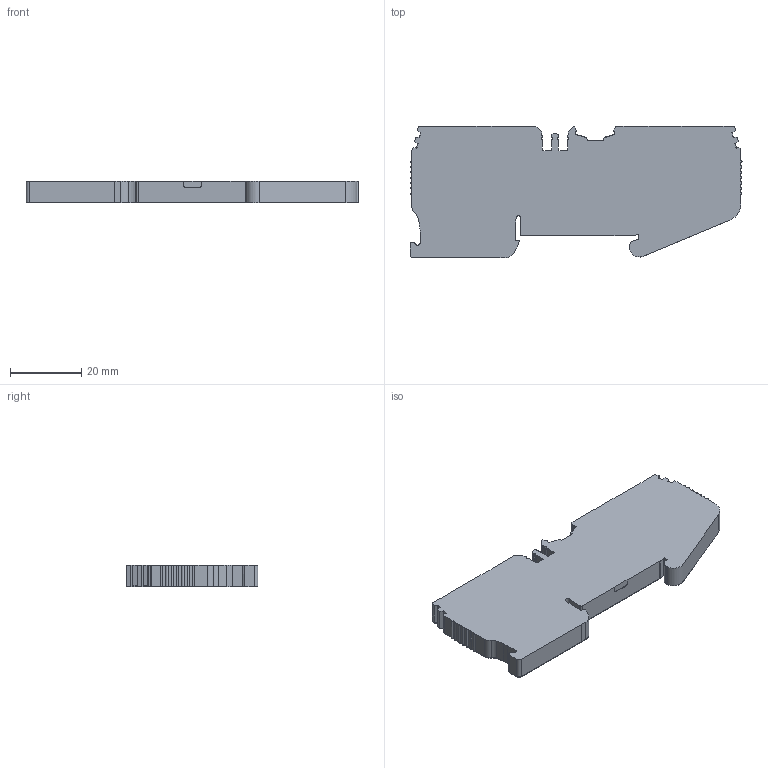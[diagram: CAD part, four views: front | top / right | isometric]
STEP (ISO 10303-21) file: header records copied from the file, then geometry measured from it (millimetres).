
FILE_DESCRIPTION (( 'STEP AP214' ), '1' );
FILE_NAME ('SRD_4C.STP', '2018-12-10T08:43:57', ( '' ), ( '' ), 'SwSTEP 2.0', 'SolidWorks 2019', '' );
FILE_SCHEMA (( 'AUTOMOTIVE_DESIGN' ));
Length unit declared in the file: millimetre
Products named in the file (1): SRD_4C
Bounding box: 93.3 x 37.07 x 6.15 mm (x, y, z)
Volume: 17944.9 mm3; surface area: 7825 mm2
Topology: 1 solids, 1 shells, 591 faces, 1728 edges, 1152 vertices
Faces by surface type: plane 345, cylinder 246
Entity records: 25345 total; most frequent: CARTESIAN_POINT 3610, ORIENTED_EDGE 3456, DIRECTION 3329, EDGE_CURVE 1728, VECTOR 1227, LINE 1227, VERTEX_POINT 1152, AXIS2_PLACEMENT_3D 1051
